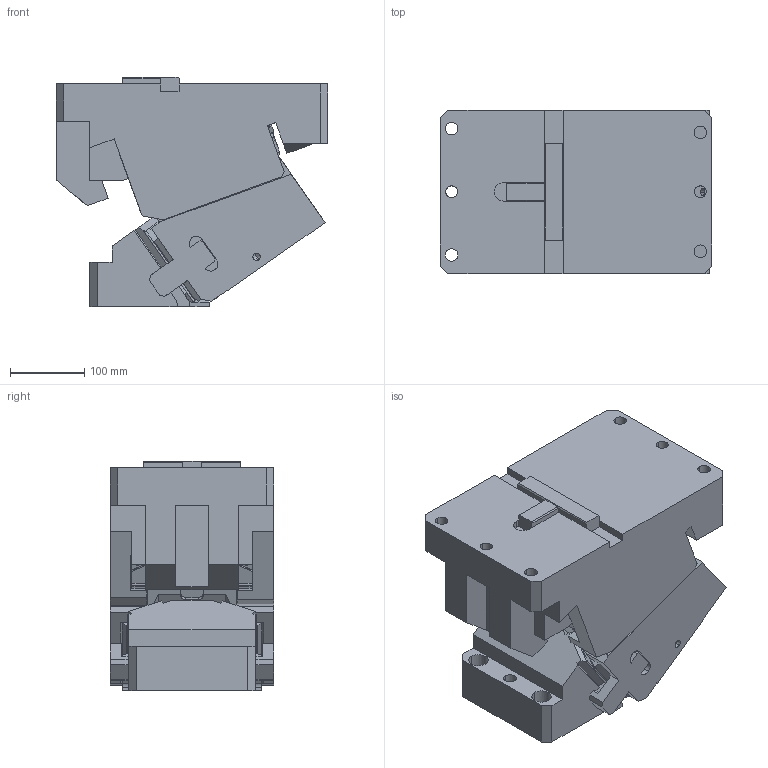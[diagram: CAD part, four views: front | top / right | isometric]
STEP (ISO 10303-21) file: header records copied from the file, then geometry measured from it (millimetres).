
FILE_DESCRIPTION(('CATIA V5 STEP Exchange'),'2;1');
FILE_NAME('CACV_F_220_55.stp','2015-04-27T06:55:20+00:00',('none'),('none'),'CATIA Version 5 Release 19 SP 2 (IN-10)','CATIA V5 STEP AP203','none');
FILE_SCHEMA(('CONFIG_CONTROL_DESIGN'));
Length unit declared in the file: millimetre
Products named in the file (1): CACV_F_220_55
Bounding box: 365 x 220 x 309 mm (x, y, z)
Volume: 15992855 mm3; surface area: 837964.3 mm2
Topology: 3 solids, 7 shells, 558 faces, 1543 edges, 994 vertices
Faces by surface type: plane 388, cylinder 162, cone 8
Entity records: 18492 total; most frequent: CARTESIAN_POINT 4751, ORIENTED_EDGE 3074, DIRECTION 2391, EDGE_CURVE 1537, VECTOR 1189, LINE 1189, VERTEX_POINT 994, AXIS2_PLACEMENT_3D 693
